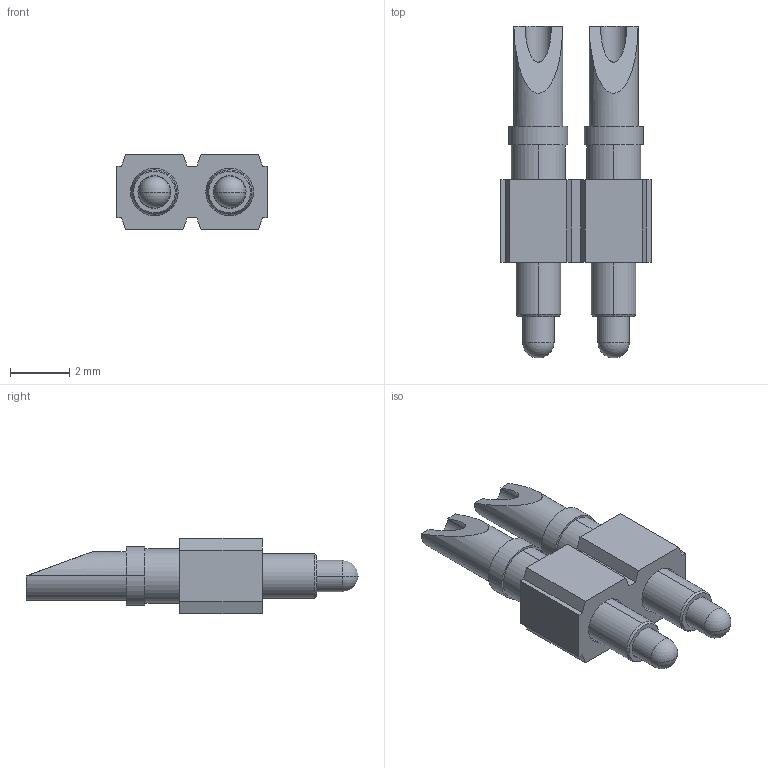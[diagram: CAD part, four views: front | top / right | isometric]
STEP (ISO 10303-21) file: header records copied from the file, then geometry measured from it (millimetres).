
FILE_DESCRIPTION (( 'STEP AP214' ), '1' );
FILE_NAME ('mill-max-824-22-002-00-001000.step', '2018-02-07T23:15:24', ( '' ), ( '' ), 'SwSTEP 2.0', 'SolidWorks 2018', '' );
FILE_SCHEMA (( 'AUTOMOTIVE_DESIGN' ));
Length unit declared in the file: inch
Products named in the file (6): mill-max-824-22-002-00-001000_6950-0_6950-0-02-20-00-00-13-0; mill-max-824-22-002-00-001000_P3XX-18-010-00-090000_P302-18-010-00-090000; mill-max-824-22-002-00-001000_0918-X_0918-5-00-20-00-00-13-0; mill-max-824-22-002-00-001000; mill-max-824-22-002-00-001000_SPRING_6875-0-00-00-75-14-43-0; mill-max-824-22-002-00-001000_9370_9370-0-01-14-00-00-13-0
Assembly tree (9 placements, depth 2):
  mill-max-824-22-002-00-001000
    mill-max-824-22-002-00-001000_P3XX-18-010-00-090000_P302-18-010-00-090000
    mill-max-824-22-002-00-001000_9370_9370-0-01-14-00-00-13-0  x2
    mill-max-824-22-002-00-001000_6950-0_6950-0-02-20-00-00-13-0  x2
    mill-max-824-22-002-00-001000_0918-X_0918-5-00-20-00-00-13-0  x2
    mill-max-824-22-002-00-001000_SPRING_6875-0-00-00-75-14-43-0  x2
Bounding box: 5.08 x 11.2 x 2.54 mm (x, y, z)
Volume: 52.3 mm3; surface area: 344 mm2
Topology: 9 solids, 9 shells, 154 faces, 348 edges, 200 vertices
Faces by surface type: cylinder 56, plane 46, cone 32, sphere 8, torus 8, bspline 4
Entity records: 5076 total; most frequent: CARTESIAN_POINT 2742, DIRECTION 476, ORIENTED_EDGE 392, EDGE_CURVE 196, AXIS2_PLACEMENT_3D 184, VERTEX_POINT 122, VECTOR 108, LINE 108
